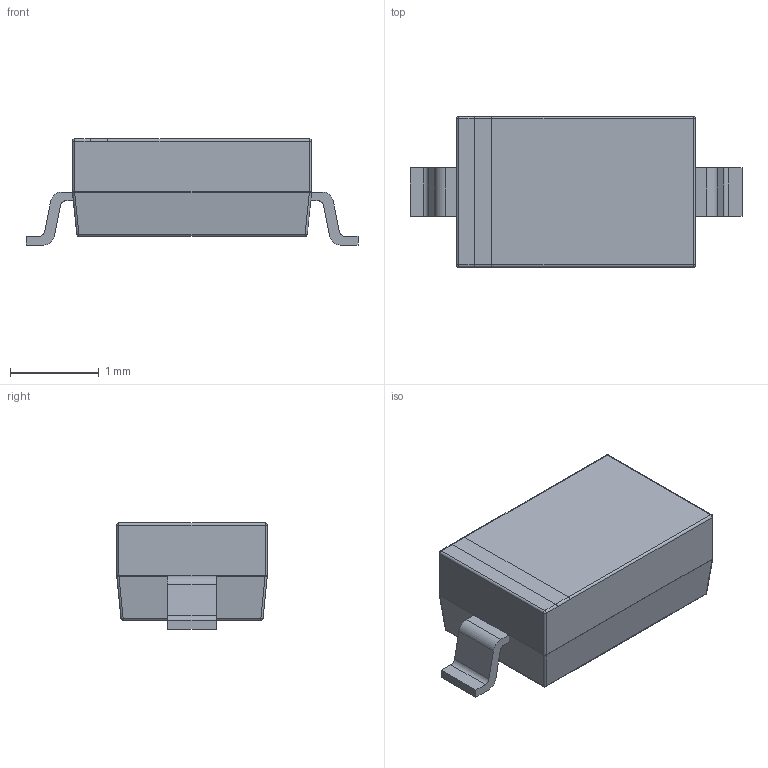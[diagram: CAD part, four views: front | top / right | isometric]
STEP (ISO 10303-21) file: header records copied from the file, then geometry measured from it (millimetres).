
FILE_DESCRIPTION(/* description */ (''),/* implementation_level */ '2;1');
FILE_NAME(/* name */ 'sod123 v4.step',/* time_stamp */ '2017-08-22T12:45:33-04:00',/* author */ (''),/* organization */ (''),/* preprocessor_version */ 'ST-DEVELOPER v16.13',/* originating_system */ 'Autodesk Translation Framework v6.1.1.50',/* authorisation */ '');
FILE_SCHEMA (('AUTOMOTIVE_DESIGN { 1 0 10303 214 3 1 1 }'));
Length unit declared in the file: millimetre
Products named in the file (5): sod123 v5; pin; pin(Mirror); icbody; Component5
Assembly tree (4 placements, depth 2):
  sod123 v5
    pin
    pin(Mirror)
    icbody
    Component5
Bounding box: 3.75 x 1.7 x 1.2 mm (x, y, z)
Volume: 5 mm3; surface area: 21.6 mm2
Topology: 4 solids, 4 shells, 82 faces, 178 edges, 104 vertices
Faces by surface type: plane 38, cylinder 32, sphere 12
Entity records: 2320 total; most frequent: DIRECTION 424, CARTESIAN_POINT 373, ORIENTED_EDGE 356, EDGE_CURVE 178, AXIS2_PLACEMENT_3D 155, LINE 114, VECTOR 114, VERTEX_POINT 104
